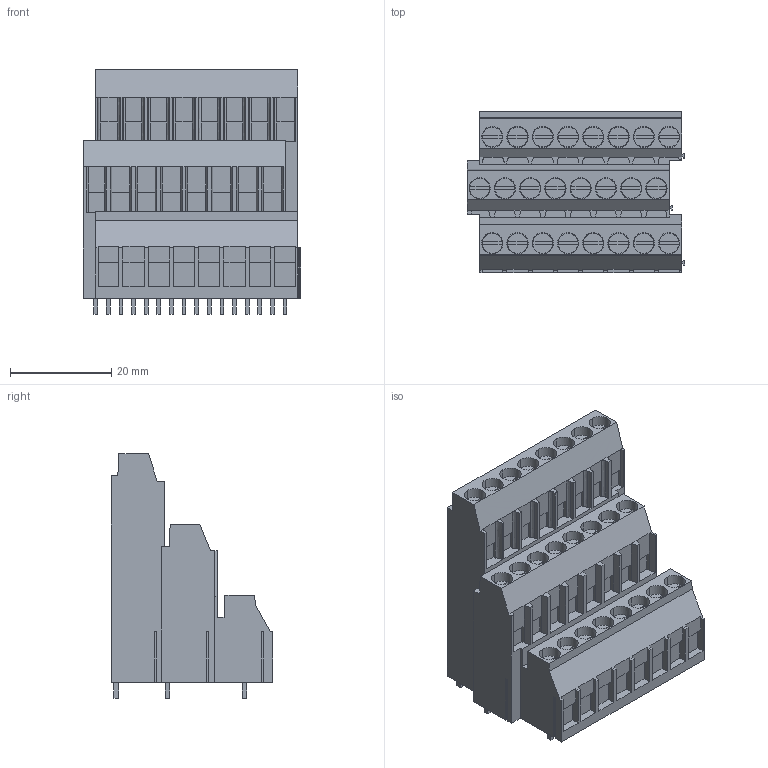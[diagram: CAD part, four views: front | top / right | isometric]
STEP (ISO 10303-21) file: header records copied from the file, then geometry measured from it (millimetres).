
FILE_DESCRIPTION(('CATIA V5 STEP','CAx-IF Rec.Pracs.--- Model Styling and Organization---1.4--- 2014-01-23'),'2;1');
FILE_NAME ('D1461016_1', '2024-03-19T08:29:10+00:00', ('none'), ('Weidmueller'), 'CATIA Version 5-6 Release 2016 SP3 HF44', 'CATIA V5 STEP AP214', 'none');
FILE_SCHEMA(('AUTOMOTIVE_DESIGN { 1 0 10303 214 1 1 1 1 }'));
Length unit declared in the file: millimetre
Products named in the file (1): 1978890000
Bounding box: 43.15 x 32 x 48.47 mm (x, y, z)
Volume: 33453.7 mm3; surface area: 13500.8 mm2
Topology: 49 solids, 49 shells, 1389 faces, 3943 edges, 2677 vertices
Faces by surface type: plane 1265, cylinder 109, extrusion 15
Entity records: 41903 total; most frequent: CARTESIAN_POINT 8495, ORIENTED_EDGE 7886, DIRECTION 5263, EDGE_CURVE 3943, VECTOR 3491, LINE 3476, VERTEX_POINT 2677, EDGE_LOOP 1414
